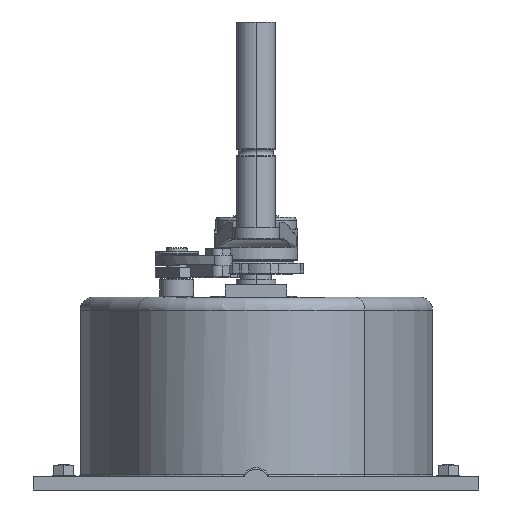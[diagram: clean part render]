
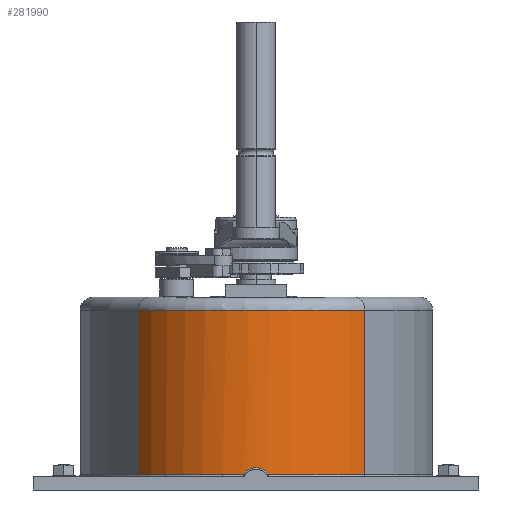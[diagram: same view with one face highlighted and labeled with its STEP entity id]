
A CAD part, front view. The second image highlights one B-rep face of the part: STEP entity #281990.
In plain terms, the highlighted cylindrical face has radius 90 mm (diameter 180 mm), a partial arc.
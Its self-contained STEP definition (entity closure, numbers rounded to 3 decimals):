
#278100=CARTESIAN_POINT('',(215.829,36.973,-115.5));
#278110=VERTEX_POINT('',#278100);
#278160=CARTESIAN_POINT('',(215.829,36.973,0.));
#278170=DIRECTION('',(0.,0.,-1.));
#278180=VECTOR('',#278170,1.);
#278190=LINE('',#278160,#278180);
#278200=CARTESIAN_POINT('',(215.829,36.973,-8.5));
#278210=VERTEX_POINT('',#278200);
#278220=EDGE_CURVE('',#278210,#278110,#278190,.T.);
#280880=CARTESIAN_POINT('',(145.,92.5,0.));
#280890=DIRECTION('',(0.,0.,1.));
#280900=DIRECTION('',(1.,0.,0.));
#280910=AXIS2_PLACEMENT_3D('',#280880,#280890,#280900);
#280920=CYLINDRICAL_SURFACE('',#280910,90.);
#280930=CARTESIAN_POINT('',(145.,92.5,-8.5));
#280940=DIRECTION('',(0.,0.,1.));
#280950=DIRECTION('',(1.,0.,0.));
#280960=AXIS2_PLACEMENT_3D('',#280930,#280940,#280950);
#280970=CIRCLE('',#280960,90.);
#280980=CARTESIAN_POINT('',(68.307,45.403,-8.5));
#280990=VERTEX_POINT('',#280980);
#281000=EDGE_CURVE('',#280990,#278210,#280970,.T.);
#281010=ORIENTED_EDGE('',*,*,#281000,.F.);
#281020=ORIENTED_EDGE('',*,*,#278220,.F.);
#281030=CARTESIAN_POINT('',(145.,92.5,-115.5));
#281040=DIRECTION('',(0.,0.,1.));
#281050=DIRECTION('',(1.,0.,0.));
#281060=AXIS2_PLACEMENT_3D('',#281030,#281040,#281050);
#281070=CIRCLE('',#281060,90.);
#281080=CARTESIAN_POINT('',(152.989,2.855,-115.5));
#281090=VERTEX_POINT('',#281080);
#281100=EDGE_CURVE('',#281090,#278110,#281070,.T.);
#281110=ORIENTED_EDGE('',*,*,#281100,.T.);
#281120=CARTESIAN_POINT('',(152.989,2.855,-115.5));
#281130=CARTESIAN_POINT('',(152.964,2.853,
-115.459));
#281140=CARTESIAN_POINT('',(152.939,2.851,
-115.419));
#281150=CARTESIAN_POINT('',(152.885,2.846,
-115.333));
#281160=CARTESIAN_POINT('',(152.856,2.844,
-115.288));
#281170=CARTESIAN_POINT('',(152.72,2.832,
-115.081));
#281180=CARTESIAN_POINT('',(152.608,2.822,
-114.922));
#281190=CARTESIAN_POINT('',(152.375,2.803,
-114.611));
#281200=CARTESIAN_POINT('',(152.254,2.793,
-114.46));
#281210=CARTESIAN_POINT('',(152.003,2.773,
-114.164));
#281220=CARTESIAN_POINT('',(151.873,2.763,
-114.02));
#281230=CARTESIAN_POINT('',(151.604,2.743,
-113.74));
#281240=CARTESIAN_POINT('',(151.466,2.732,
-113.605));
#281250=CARTESIAN_POINT('',(151.038,2.702,
-113.211));
#281260=CARTESIAN_POINT('',(150.737,2.682,
-112.966));
#281270=CARTESIAN_POINT('',(150.264,2.654,
-112.629));
#281280=CARTESIAN_POINT('',(150.103,2.645,
-112.521));
#281290=CARTESIAN_POINT('',(149.775,2.627,
-112.316));
#281300=CARTESIAN_POINT('',(149.608,2.618,
-112.219));
#281310=CARTESIAN_POINT('',(149.268,2.601,
-112.035));
#281320=CARTESIAN_POINT('',(149.096,2.593,
-111.948));
#281330=CARTESIAN_POINT('',(148.746,2.578,
-111.786));
#281340=CARTESIAN_POINT('',(148.569,2.571,
-111.71));
#281350=CARTESIAN_POINT('',(148.209,2.557,
-111.569));
#281360=CARTESIAN_POINT('',(148.028,2.551,
-111.505));
#281370=CARTESIAN_POINT('',(147.66,2.539,
-111.387));
#281380=CARTESIAN_POINT('',(147.475,2.534,
-111.333));
#281390=CARTESIAN_POINT('',(147.101,2.524,
-111.239));
#281400=CARTESIAN_POINT('',(146.913,2.52,
-111.197));
#281410=CARTESIAN_POINT('',(146.534,2.513,
-111.125));
#281420=CARTESIAN_POINT('',(146.344,2.51,
-111.096));
#281430=CARTESIAN_POINT('',(145.961,2.505,
-111.048));
#281440=CARTESIAN_POINT('',(145.769,2.503,
-111.03));
#281450=CARTESIAN_POINT('',(145.385,2.501,
-111.006));
#281460=CARTESIAN_POINT('',(145.192,2.5,
-111.));
#281470=CARTESIAN_POINT('',(144.807,2.5,
-111.));
#281480=CARTESIAN_POINT('',(144.614,2.501,
-111.006));
#281490=CARTESIAN_POINT('',(144.229,2.503,
-111.03));
#281500=CARTESIAN_POINT('',(144.037,2.505,
-111.048));
#281510=CARTESIAN_POINT('',(143.655,2.51,
-111.096));
#281520=CARTESIAN_POINT('',(143.464,2.513,
-111.126));
#281530=CARTESIAN_POINT('',(143.086,2.52,
-111.197));
#281540=CARTESIAN_POINT('',(142.897,2.524,
-111.239));
#281550=CARTESIAN_POINT('',(142.524,2.534,
-111.334));
#281560=CARTESIAN_POINT('',(142.338,2.539,
-111.387));
#281570=CARTESIAN_POINT('',(141.971,2.551,
-111.505));
#281580=CARTESIAN_POINT('',(141.789,2.557,
-111.57));
#281590=CARTESIAN_POINT('',(141.43,2.571,
-111.71));
#281600=CARTESIAN_POINT('',(141.253,2.578,
-111.786));
#281610=CARTESIAN_POINT('',(140.903,2.593,
-111.949));
#281620=CARTESIAN_POINT('',(140.73,2.601,
-112.035));
#281630=CARTESIAN_POINT('',(140.391,2.618,
-112.22));
#281640=CARTESIAN_POINT('',(140.223,2.627,
-112.317));
#281650=CARTESIAN_POINT('',(139.895,2.645,
-112.522));
#281660=CARTESIAN_POINT('',(139.734,2.654,
-112.63));
#281670=CARTESIAN_POINT('',(139.262,2.683,
-112.967));
#281680=CARTESIAN_POINT('',(138.961,2.702,
-113.212));
#281690=CARTESIAN_POINT('',(138.533,2.733,
-113.606));
#281700=CARTESIAN_POINT('',(138.394,2.743,
-113.741));
#281710=CARTESIAN_POINT('',(138.126,2.763,
-114.021));
#281720=CARTESIAN_POINT('',(137.996,2.773,
-114.165));
#281730=CARTESIAN_POINT('',(137.745,2.793,
-114.461));
#281740=CARTESIAN_POINT('',(137.624,2.803,
-114.613));
#281750=CARTESIAN_POINT('',(137.391,2.822,
-114.924));
#281760=CARTESIAN_POINT('',(137.279,2.832,
-115.083));
#281770=CARTESIAN_POINT('',(137.144,2.844,
-115.289));
#281780=CARTESIAN_POINT('',(137.115,2.846,
-115.334));
#281790=CARTESIAN_POINT('',(137.061,2.851,
-115.419));
#281800=CARTESIAN_POINT('',(137.036,2.853,
-115.459));
#281810=CARTESIAN_POINT('',(137.011,2.855,-115.5));
#281820=B_SPLINE_CURVE_WITH_KNOTS('',3,(#281120,#281130,#281140,#281150,
#281160,#281170,#281180,#281190,#281200,#281210,#281220,#281230,#281240,
#281250,#281260,#281270,#281280,#281290,#281300,#281310,#281320,#281330,
#281340,#281350,#281360,#281370,#281380,#281390,#281400,#281410,#281420,
#281430,#281440,#281450,#281460,#281470,#281480,#281490,#281500,#281510,
#281520,#281530,#281540,#281550,#281560,#281570,#281580,#281590,#281600,
#281610,#281620,#281630,#281640,#281650,#281660,#281670,#281680,#281690,
#281700,#281710,#281720,#281730,#281740,#281750,#281760,#281770,#281780,
#281790,#281800,#281810),.UNSPECIFIED.,.F.,.F.,(4,2,2,2,2,2,2,2,2,2,2,2,
2,2,2,2,2,2,2,2,2,2,2,2,2,2,2,2,2,2,2,2,2,2,4),(0.,0.136,
0.288,0.842,1.396,1.949,
2.503,3.609,4.162,4.714,
5.266,5.817,6.368,6.919,
7.47,8.021,8.571,9.122,
9.673,10.224,10.774,11.325,
11.876,12.427,12.978,13.53,
14.082,14.635,15.741,16.295,
16.848,17.402,17.956,18.107,
18.243),.UNSPECIFIED.);
#281830=CARTESIAN_POINT('',(137.011,2.855,-115.5));
#281840=VERTEX_POINT('',#281830);
#281850=EDGE_CURVE('',#281090,#281840,#281820,.T.);
#281860=ORIENTED_EDGE('',*,*,#281850,.F.);
#281870=CARTESIAN_POINT('',(68.307,45.403,-115.5));
#281880=VERTEX_POINT('',#281870);
#281890=EDGE_CURVE('',#281880,#281840,#281070,.T.);
#281900=ORIENTED_EDGE('',*,*,#281890,.T.);
#281910=CARTESIAN_POINT('',(68.307,45.403,0.));
#281920=DIRECTION('',(0.,0.,-1.));
#281930=VECTOR('',#281920,1.);
#281940=LINE('',#281910,#281930);
#281950=EDGE_CURVE('',#280990,#281880,#281940,.T.);
#281960=ORIENTED_EDGE('',*,*,#281950,.T.);
#281970=EDGE_LOOP('',(#281960,#281900,#281860,#281110,#281020,#281010));
#281980=FACE_OUTER_BOUND('',#281970,.T.);
#281990=ADVANCED_FACE('',(#281980),#280920,.T.);
